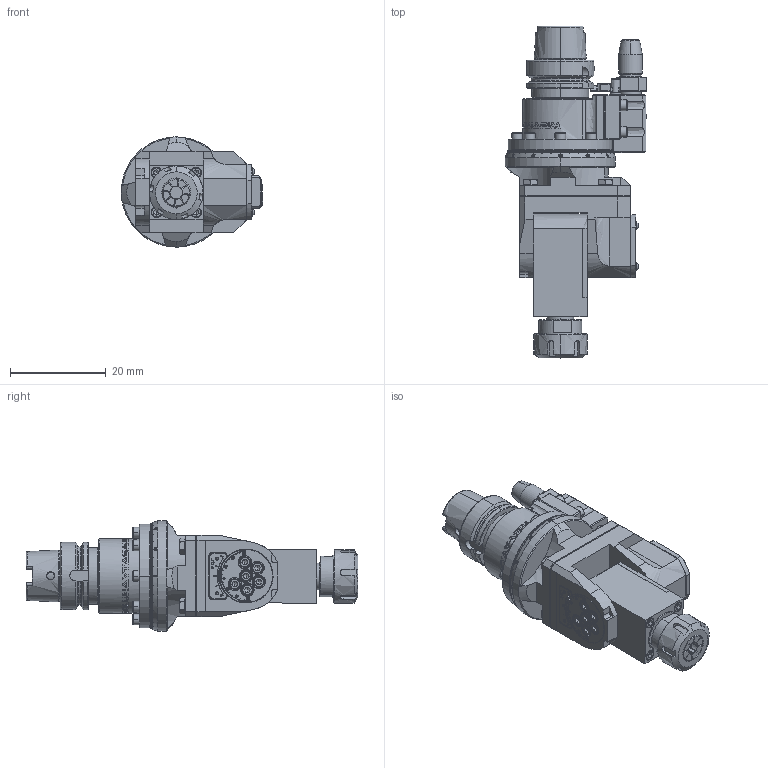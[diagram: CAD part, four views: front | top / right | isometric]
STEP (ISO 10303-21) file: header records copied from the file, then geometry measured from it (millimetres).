
FILE_DESCRIPTION(('FreeCAD Model'),'2;1');
FILE_NAME('Open CASCADE Shape Model','2025-05-07T23:58:12',('FreeCAD'),( 'FreeCAD'),'Open CASCADE STEP processor 7.6','FreeCAD','Unknown');
FILE_SCHEMA(('AUTOMOTIVE_DESIGN { 1 0 10303 214 1 1 1 1 }'));
Products named in the file (1): Open CASCADE STEP translator 7.6 1
Bounding box: 29.59 x 69.36 x 23.04 mm (x, y, z)
Volume: 15048.8 mm3; surface area: 7551.5 mm2
Topology: 3 solids, 3 shells, 4256 faces, 11904 edges, 7730 vertices
Faces by surface type: bspline 4256
Entity records: 176790 total; most frequent: CARTESIAN_POINT 106441, ORIENTED_EDGE 23684, EDGE_CURVE 11842, B_SPLINE_CURVE_WITH_KNOTS 10344, VERTEX_POINT 7730, FACE_BOUND 4454, EDGE_LOOP 4454, ADVANCED_FACE 4256
